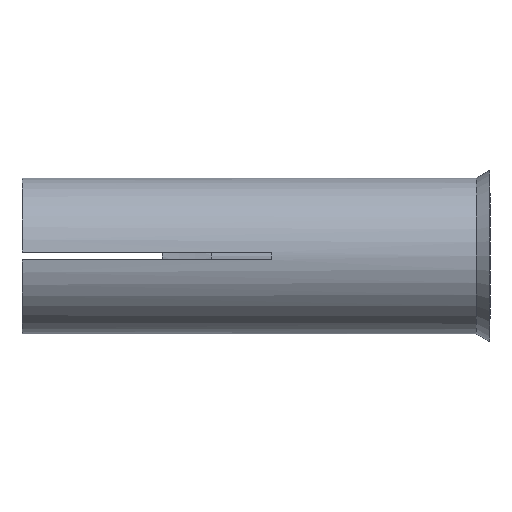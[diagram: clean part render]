
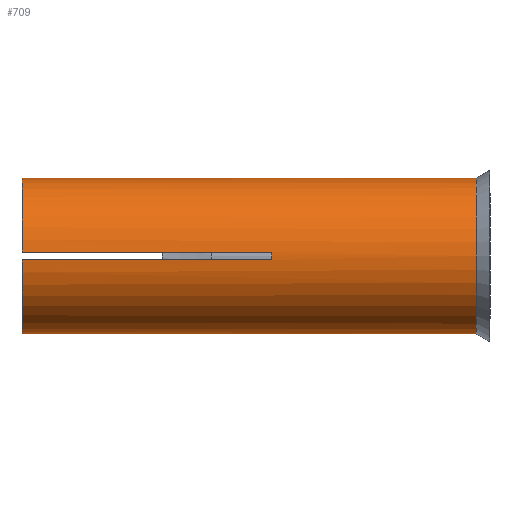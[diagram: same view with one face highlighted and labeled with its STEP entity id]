
A CAD part, front view. The second image highlights one B-rep face of the part: STEP entity #709.
In plain terms, the highlighted cylindrical face has radius 5 mm (diameter 10 mm), a full revolution.
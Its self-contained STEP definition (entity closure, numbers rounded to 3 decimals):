
#2 = DIRECTION ( 'NONE',  ( 1., 0., 0. ) ) ;
#4 = DIRECTION ( 'NONE',  ( 1., 0., 0. ) ) ;
#5 = EDGE_CURVE ( 'NONE', #1090, #876, #99, .T. ) ;
#6 = CARTESIAN_POINT ( 'NONE',  ( -30., -0.25, -4.994 ) ) ;
#8 = VERTEX_POINT ( 'NONE', #739 ) ;
#14 = CIRCLE ( 'NONE', #581, 5. ) ;
#27 = DIRECTION ( 'NONE',  ( 1., 0., 0. ) ) ;
#28 = CARTESIAN_POINT ( 'NONE',  ( -30., 0., 0. ) ) ;
#37 = ORIENTED_EDGE ( 'NONE', *, *, #619, .T. ) ;
#40 = AXIS2_PLACEMENT_3D ( 'NONE', #941, #27, #524 ) ;
#46 = CARTESIAN_POINT ( 'NONE',  ( 0., 4.994, -0.25 ) ) ;
#62 = VERTEX_POINT ( 'NONE', #1039 ) ;
#67 = LINE ( 'NONE', #994, #606 ) ;
#69 = VERTEX_POINT ( 'NONE', #448 ) ;
#85 = VECTOR ( 'NONE', #1056, 1000. ) ;
#87 = CIRCLE ( 'NONE', #498, 5. ) ;
#93 = CYLINDRICAL_SURFACE ( 'NONE', #629, 5. ) ;
#99 = LINE ( 'NONE', #306, #85 ) ;
#103 = CARTESIAN_POINT ( 'NONE',  ( -30., -0.25, 4.994 ) ) ;
#113 = EDGE_CURVE ( 'NONE', #381, #1267, #14, .T. ) ;
#130 = ORIENTED_EDGE ( 'NONE', *, *, #224, .T. ) ;
#132 = DIRECTION ( 'NONE',  ( 0., 0., 1. ) ) ;
#133 = LINE ( 'NONE', #46, #213 ) ;
#137 = DIRECTION ( 'NONE',  ( 1., 0., 0. ) ) ;
#151 = AXIS2_PLACEMENT_3D ( 'NONE', #1098, #1306, #182 ) ;
#164 = CARTESIAN_POINT ( 'NONE',  ( -14., -0.25, 4.994 ) ) ;
#182 = DIRECTION ( 'NONE',  ( 0., 0., 1. ) ) ;
#193 = EDGE_CURVE ( 'NONE', #882, #842, #962, .T. ) ;
#195 = CARTESIAN_POINT ( 'NONE',  ( -14., 0., 0. ) ) ;
#198 = CARTESIAN_POINT ( 'NONE',  ( 0., -4.994, -0.25 ) ) ;
#199 = VERTEX_POINT ( 'NONE', #164 ) ;
#200 = DIRECTION ( 'NONE',  ( 1., 0., 0. ) ) ;
#202 = CARTESIAN_POINT ( 'NONE',  ( -14., -4.994, 0.25 ) ) ;
#205 = CARTESIAN_POINT ( 'NONE',  ( -30., 0.25, 4.994 ) ) ;
#213 = VECTOR ( 'NONE', #1064, 1000. ) ;
#224 = EDGE_CURVE ( 'NONE', #680, #897, #67, .T. ) ;
#249 = CARTESIAN_POINT ( 'NONE',  ( -14., 0., 0. ) ) ;
#257 = DIRECTION ( 'NONE',  ( 0., 0., 1. ) ) ;
#279 = VECTOR ( 'NONE', #983, 1000. ) ;
#306 = CARTESIAN_POINT ( 'NONE',  ( 0., 0.25, 4.994 ) ) ;
#325 = ORIENTED_EDGE ( 'NONE', *, *, #193, .T. ) ;
#339 = EDGE_CURVE ( 'NONE', #69, #882, #399, .T. ) ;
#360 = LINE ( 'NONE', #487, #279 ) ;
#381 = VERTEX_POINT ( 'NONE', #103 ) ;
#383 = ORIENTED_EDGE ( 'NONE', *, *, #1226, .T. ) ;
#390 = EDGE_CURVE ( 'NONE', #749, #680, #87, .T. ) ;
#392 = VECTOR ( 'NONE', #959, 1000. ) ;
#395 = VERTEX_POINT ( 'NONE', #493 ) ;
#399 = LINE ( 'NONE', #198, #880 ) ;
#403 = CARTESIAN_POINT ( 'NONE',  ( -14., 4.994, -0.25 ) ) ;
#406 = DIRECTION ( 'NONE',  ( 0., 0., 1. ) ) ;
#407 = DIRECTION ( 'NONE',  ( -1., 0., 0. ) ) ;
#412 = ORIENTED_EDGE ( 'NONE', *, *, #808, .T. ) ;
#431 = AXIS2_PLACEMENT_3D ( 'NONE', #249, #961, #257 ) ;
#448 = CARTESIAN_POINT ( 'NONE',  ( -14., -4.994, -0.25 ) ) ;
#452 = AXIS2_PLACEMENT_3D ( 'NONE', #1032, #137, #536 ) ;
#457 = CIRCLE ( 'NONE', #804, 5. ) ;
#458 = ORIENTED_EDGE ( 'NONE', *, *, #830, .T. ) ;
#479 = CIRCLE ( 'NONE', #151, 5. ) ;
#487 = CARTESIAN_POINT ( 'NONE',  ( 0., 4.994, 0.25 ) ) ;
#493 = CARTESIAN_POINT ( 'NONE',  ( -30., 4.994, 0.25 ) ) ;
#498 = AXIS2_PLACEMENT_3D ( 'NONE', #1108, #2, #616 ) ;
#499 = CARTESIAN_POINT ( 'NONE',  ( -30., 0., 0. ) ) ;
#514 = CARTESIAN_POINT ( 'NONE',  ( 0., 0., 0. ) ) ;
#524 = DIRECTION ( 'NONE',  ( 0., 0., 1. ) ) ;
#525 = EDGE_CURVE ( 'NONE', #395, #1090, #751, .T. ) ;
#531 = DIRECTION ( 'NONE',  ( 1., 0., 0. ) ) ;
#536 = DIRECTION ( 'NONE',  ( 0., 0., 1. ) ) ;
#537 = AXIS2_PLACEMENT_3D ( 'NONE', #499, #907, #809 ) ;
#542 = EDGE_CURVE ( 'NONE', #737, #8, #626, .T. ) ;
#544 = ORIENTED_EDGE ( 'NONE', *, *, #113, .T. ) ;
#554 = ORIENTED_EDGE ( 'NONE', *, *, #390, .T. ) ;
#555 = LINE ( 'NONE', #868, #392 ) ;
#580 = DIRECTION ( 'NONE',  ( -1., 0., 0. ) ) ;
#581 = AXIS2_PLACEMENT_3D ( 'NONE', #28, #531, #132 ) ;
#606 = VECTOR ( 'NONE', #580, 1000. ) ;
#616 = DIRECTION ( 'NONE',  ( 0., 0., 1. ) ) ;
#619 = EDGE_CURVE ( 'NONE', #741, #69, #647, .T. ) ;
#620 = CARTESIAN_POINT ( 'NONE',  ( -14., -0.25, -4.994 ) ) ;
#626 = CIRCLE ( 'NONE', #40, 5. ) ;
#627 = EDGE_CURVE ( 'NONE', #8, #395, #360, .T. ) ;
#629 = AXIS2_PLACEMENT_3D ( 'NONE', #514, #407, #1101 ) ;
#639 = ORIENTED_EDGE ( 'NONE', *, *, #525, .T. ) ;
#647 = CIRCLE ( 'NONE', #431, 5. ) ;
#680 = VERTEX_POINT ( 'NONE', #976 ) ;
#694 = CARTESIAN_POINT ( 'NONE',  ( -0.866, 0., 5. ) ) ;
#703 = FACE_OUTER_BOUND ( 'NONE', #919, .T. ) ;
#706 = DIRECTION ( 'NONE',  ( 1., 0., 0. ) ) ;
#709 = ADVANCED_FACE ( 'NONE', ( #803, #703 ), #93, .T. ) ;
#737 = VERTEX_POINT ( 'NONE', #403 ) ;
#739 = CARTESIAN_POINT ( 'NONE',  ( -14., 4.994, 0.25 ) ) ;
#741 = VERTEX_POINT ( 'NONE', #202 ) ;
#749 = VERTEX_POINT ( 'NONE', #620 ) ;
#751 = CIRCLE ( 'NONE', #452, 5. ) ;
#803 = FACE_OUTER_BOUND ( 'NONE', #843, .T. ) ;
#804 = AXIS2_PLACEMENT_3D ( 'NONE', #195, #200, #406 ) ;
#808 = EDGE_CURVE ( 'NONE', #897, #62, #1116, .T. ) ;
#809 = DIRECTION ( 'NONE',  ( 0., 0., 1. ) ) ;
#830 = EDGE_CURVE ( 'NONE', #199, #381, #555, .T. ) ;
#835 = ORIENTED_EDGE ( 'NONE', *, *, #965, .T. ) ;
#838 = VECTOR ( 'NONE', #706, 1000. ) ;
#842 = VERTEX_POINT ( 'NONE', #6 ) ;
#843 = EDGE_LOOP ( 'NONE', ( #835 ) ) ;
#868 = CARTESIAN_POINT ( 'NONE',  ( 0., -0.25, 4.994 ) ) ;
#876 = VERTEX_POINT ( 'NONE', #1066 ) ;
#879 = DIRECTION ( 'NONE',  ( 0., 0., 1. ) ) ;
#880 = VECTOR ( 'NONE', #1230, 1000. ) ;
#882 = VERTEX_POINT ( 'NONE', #1051 ) ;
#897 = VERTEX_POINT ( 'NONE', #1257 ) ;
#902 = ORIENTED_EDGE ( 'NONE', *, *, #1206, .T. ) ;
#907 = DIRECTION ( 'NONE',  ( 1., 0., 0. ) ) ;
#919 = EDGE_LOOP ( 'NONE', ( #1141, #554, #130, #412, #383, #1176, #1126, #639, #1190, #902, #458, #544, #1013, #37, #1196, #325 ) ) ;
#924 = VECTOR ( 'NONE', #4, 1000. ) ;
#941 = CARTESIAN_POINT ( 'NONE',  ( -14., 0., 0. ) ) ;
#944 = CARTESIAN_POINT ( 'NONE',  ( -30., -4.994, 0.25 ) ) ;
#955 = EDGE_CURVE ( 'NONE', #842, #749, #1000, .T. ) ;
#959 = DIRECTION ( 'NONE',  ( -1., 0., 0. ) ) ;
#961 = DIRECTION ( 'NONE',  ( 1., 0., 0. ) ) ;
#962 = CIRCLE ( 'NONE', #1179, 5. ) ;
#965 = EDGE_CURVE ( 'NONE', #1103, #1103, #479, .T. ) ;
#976 = CARTESIAN_POINT ( 'NONE',  ( -14., 0.25, -4.994 ) ) ;
#980 = CARTESIAN_POINT ( 'NONE',  ( 0., -0.25, -4.994 ) ) ;
#983 = DIRECTION ( 'NONE',  ( -1., 0., 0. ) ) ;
#985 = CARTESIAN_POINT ( 'NONE',  ( -30., 0., 0. ) ) ;
#994 = CARTESIAN_POINT ( 'NONE',  ( 0., 0.25, -4.994 ) ) ;
#1000 = LINE ( 'NONE', #980, #838 ) ;
#1013 = ORIENTED_EDGE ( 'NONE', *, *, #1180, .T. ) ;
#1032 = CARTESIAN_POINT ( 'NONE',  ( -30., 0., 0. ) ) ;
#1039 = CARTESIAN_POINT ( 'NONE',  ( -30., 4.994, -0.25 ) ) ;
#1051 = CARTESIAN_POINT ( 'NONE',  ( -30., -4.994, -0.25 ) ) ;
#1056 = DIRECTION ( 'NONE',  ( 1., 0., 0. ) ) ;
#1064 = DIRECTION ( 'NONE',  ( 1., 0., 0. ) ) ;
#1066 = CARTESIAN_POINT ( 'NONE',  ( -14., 0.25, 4.994 ) ) ;
#1090 = VERTEX_POINT ( 'NONE', #205 ) ;
#1093 = DIRECTION ( 'NONE',  ( 1., 0., 0. ) ) ;
#1098 = CARTESIAN_POINT ( 'NONE',  ( -0.866, 0., 0. ) ) ;
#1101 = DIRECTION ( 'NONE',  ( 0., 0., 1. ) ) ;
#1103 = VERTEX_POINT ( 'NONE', #694 ) ;
#1108 = CARTESIAN_POINT ( 'NONE',  ( -14., 0., 0. ) ) ;
#1116 = CIRCLE ( 'NONE', #537, 5. ) ;
#1126 = ORIENTED_EDGE ( 'NONE', *, *, #627, .T. ) ;
#1141 = ORIENTED_EDGE ( 'NONE', *, *, #955, .T. ) ;
#1176 = ORIENTED_EDGE ( 'NONE', *, *, #542, .T. ) ;
#1179 = AXIS2_PLACEMENT_3D ( 'NONE', #985, #1093, #879 ) ;
#1180 = EDGE_CURVE ( 'NONE', #1267, #741, #1320, .T. ) ;
#1190 = ORIENTED_EDGE ( 'NONE', *, *, #5, .T. ) ;
#1196 = ORIENTED_EDGE ( 'NONE', *, *, #339, .T. ) ;
#1206 = EDGE_CURVE ( 'NONE', #876, #199, #457, .T. ) ;
#1226 = EDGE_CURVE ( 'NONE', #62, #737, #133, .T. ) ;
#1228 = CARTESIAN_POINT ( 'NONE',  ( 0., -4.994, 0.25 ) ) ;
#1230 = DIRECTION ( 'NONE',  ( -1., 0., 0. ) ) ;
#1257 = CARTESIAN_POINT ( 'NONE',  ( -30., 0.25, -4.994 ) ) ;
#1267 = VERTEX_POINT ( 'NONE', #944 ) ;
#1306 = DIRECTION ( 'NONE',  ( -1., 0., 0. ) ) ;
#1320 = LINE ( 'NONE', #1228, #924 ) ;
